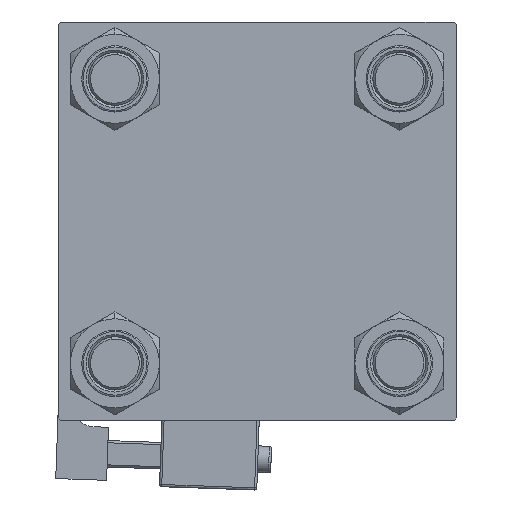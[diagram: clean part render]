
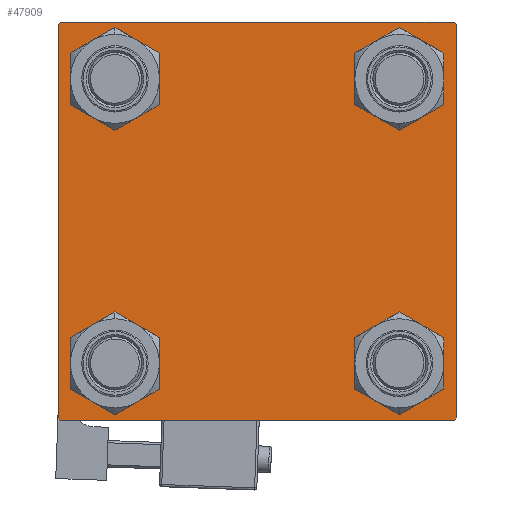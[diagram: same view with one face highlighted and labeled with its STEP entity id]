
A CAD part, left-side view. The second image highlights one B-rep face of the part: STEP entity #47909.
In plain terms, the highlighted planar face has unit normal (-1, 0, 0).
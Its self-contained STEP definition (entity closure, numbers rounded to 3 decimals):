
#1012 = AXIS2_PLACEMENT_3D ( 'NONE', #45197, #28424, #24626 ) ;
#2481 = CARTESIAN_POINT ( 'NONE',  ( 0., -44.5, 45. ) ) ;
#3437 = CARTESIAN_POINT ( 'NONE',  ( 0., 32.15, -25.65 ) ) ;
#3756 = CARTESIAN_POINT ( 'NONE',  ( 0., -32.15, 25.65 ) ) ;
#4303 = CARTESIAN_POINT ( 'NONE',  ( 0., 32.15, -32.15 ) ) ;
#4445 = VECTOR ( 'NONE', #49695, 1000. ) ;
#4606 = CIRCLE ( 'NONE', #34894, 6.5 ) ;
#5715 = ORIENTED_EDGE ( 'NONE', *, *, #21732, .T. ) ;
#5872 = CARTESIAN_POINT ( 'NONE',  ( 0., -44.75, 44.75 ) ) ;
#6041 = CARTESIAN_POINT ( 'NONE',  ( 0., 45., 45. ) ) ;
#6222 = CIRCLE ( 'NONE', #20034, 6.5 ) ;
#6398 = ORIENTED_EDGE ( 'NONE', *, *, #11885, .T. ) ;
#6675 = DIRECTION ( 'NONE',  ( 0., 0.707, 0.707 ) ) ;
#7097 = DIRECTION ( 'NONE',  ( 1., 0., 0. ) ) ;
#7532 = CARTESIAN_POINT ( 'NONE',  ( 0., -44.75, -44.75 ) ) ;
#7878 = ORIENTED_EDGE ( 'NONE', *, *, #38930, .T. ) ;
#8474 = AXIS2_PLACEMENT_3D ( 'NONE', #42783, #34110, #30317 ) ;
#9175 = EDGE_CURVE ( 'NONE', #16594, #20688, #21585, .T. ) ;
#9542 = DIRECTION ( 'NONE',  ( 0., 0., -1. ) ) ;
#9647 = CARTESIAN_POINT ( 'NONE',  ( 0., 32.15, -32.15 ) ) ;
#11144 = CARTESIAN_POINT ( 'NONE',  ( 0., 32.15, 32.15 ) ) ;
#11182 = LINE ( 'NONE', #14979, #24116 ) ;
#11478 = EDGE_CURVE ( 'NONE', #27839, #40779, #11182, .T. ) ;
#11717 = DIRECTION ( 'NONE',  ( 0., 0.707, -0.707 ) ) ;
#11885 = EDGE_CURVE ( 'NONE', #17936, #17465, #47697, .T. ) ;
#11902 = CIRCLE ( 'NONE', #8474, 6.5 ) ;
#12483 = CARTESIAN_POINT ( 'NONE',  ( 0., 44.5, -45. ) ) ;
#12673 = VERTEX_POINT ( 'NONE', #49205 ) ;
#12692 = CARTESIAN_POINT ( 'NONE',  ( 0., 45., -45. ) ) ;
#13074 = ORIENTED_EDGE ( 'NONE', *, *, #40744, .T. ) ;
#13701 = DIRECTION ( 'NONE',  ( 0., 0., 1. ) ) ;
#13913 = ORIENTED_EDGE ( 'NONE', *, *, #14577, .T. ) ;
#14577 = EDGE_CURVE ( 'NONE', #37074, #15608, #11902, .T. ) ;
#14979 = CARTESIAN_POINT ( 'NONE',  ( 0., 44.75, 44.75 ) ) ;
#15572 = ORIENTED_EDGE ( 'NONE', *, *, #52423, .T. ) ;
#15608 = VERTEX_POINT ( 'NONE', #3756 ) ;
#15832 = CARTESIAN_POINT ( 'NONE',  ( 0., -32.15, 32.15 ) ) ;
#15963 = FACE_OUTER_BOUND ( 'NONE', #52476, .T. ) ;
#16340 = CIRCLE ( 'NONE', #35422, 6.5 ) ;
#16594 = VERTEX_POINT ( 'NONE', #25676 ) ;
#16608 = CARTESIAN_POINT ( 'NONE',  ( 0., -45., -44.5 ) ) ;
#16738 = DIRECTION ( 'NONE',  ( 1., 0., 0. ) ) ;
#17133 = ORIENTED_EDGE ( 'NONE', *, *, #26973, .T. ) ;
#17465 = VERTEX_POINT ( 'NONE', #12483 ) ;
#17534 = DIRECTION ( 'NONE',  ( 1., 0., 0. ) ) ;
#17881 = EDGE_CURVE ( 'NONE', #15608, #37074, #16340, .T. ) ;
#17936 = VERTEX_POINT ( 'NONE', #33409 ) ;
#18182 = DIRECTION ( 'NONE',  ( 0., -0.707, 0.707 ) ) ;
#18850 = LINE ( 'NONE', #5872, #28639 ) ;
#19017 = LINE ( 'NONE', #6041, #21573 ) ;
#19927 = CARTESIAN_POINT ( 'NONE',  ( 0., 32.15, 32.15 ) ) ;
#20001 = VERTEX_POINT ( 'NONE', #31202 ) ;
#20034 = AXIS2_PLACEMENT_3D ( 'NONE', #9647, #43693, #13701 ) ;
#20298 = FACE_BOUND ( 'NONE', #38994, .T. ) ;
#20549 = CARTESIAN_POINT ( 'NONE',  ( 0., -32.15, -32.15 ) ) ;
#20688 = VERTEX_POINT ( 'NONE', #3437 ) ;
#21573 = VECTOR ( 'NONE', #9542, 1000. ) ;
#21585 = CIRCLE ( 'NONE', #29358, 6.5 ) ;
#21592 = CARTESIAN_POINT ( 'NONE',  ( 0., -32.15, -32.15 ) ) ;
#21732 = EDGE_CURVE ( 'NONE', #20001, #22445, #18850, .T. ) ;
#22445 = VERTEX_POINT ( 'NONE', #2481 ) ;
#23207 = EDGE_CURVE ( 'NONE', #27839, #22445, #26062, .T. ) ;
#24116 = VECTOR ( 'NONE', #11717, 1000. ) ;
#24626 = DIRECTION ( 'NONE',  ( 0., 0., 1. ) ) ;
#24701 = EDGE_LOOP ( 'NONE', ( #36463, #31367 ) ) ;
#25176 = CARTESIAN_POINT ( 'NONE',  ( 0., -32.15, 38.65 ) ) ;
#25676 = CARTESIAN_POINT ( 'NONE',  ( 0., 32.15, -38.65 ) ) ;
#25959 = CIRCLE ( 'NONE', #51011, 6.5 ) ;
#26062 = LINE ( 'NONE', #30923, #48566 ) ;
#26387 = EDGE_CURVE ( 'NONE', #20001, #46391, #29654, .T. ) ;
#26705 = VERTEX_POINT ( 'NONE', #33615 ) ;
#26829 = CIRCLE ( 'NONE', #32825, 6.5 ) ;
#26973 = EDGE_CURVE ( 'NONE', #17465, #12673, #29488, .T. ) ;
#27526 = DIRECTION ( 'NONE',  ( 0., 0., 1. ) ) ;
#27839 = VERTEX_POINT ( 'NONE', #40636 ) ;
#28156 = ORIENTED_EDGE ( 'NONE', *, *, #9175, .T. ) ;
#28171 = FACE_BOUND ( 'NONE', #49638, .T. ) ;
#28385 = EDGE_CURVE ( 'NONE', #26705, #42700, #39140, .T. ) ;
#28424 = DIRECTION ( 'NONE',  ( -1., 0., 0. ) ) ;
#28425 = DIRECTION ( 'NONE',  ( 0., -1., 0. ) ) ;
#28472 = VECTOR ( 'NONE', #48493, 1000. ) ;
#28639 = VECTOR ( 'NONE', #6675, 1000. ) ;
#28683 = FACE_BOUND ( 'NONE', #24701, .T. ) ;
#29358 = AXIS2_PLACEMENT_3D ( 'NONE', #4303, #16738, #30826 ) ;
#29488 = LINE ( 'NONE', #12692, #35654 ) ;
#29654 = LINE ( 'NONE', #42376, #4445 ) ;
#30317 = DIRECTION ( 'NONE',  ( 0., 0., 1. ) ) ;
#30826 = DIRECTION ( 'NONE',  ( 0., 0., 1. ) ) ;
#30923 = CARTESIAN_POINT ( 'NONE',  ( 0., 45., 45. ) ) ;
#31177 = CARTESIAN_POINT ( 'NONE',  ( 0., 44.75, -44.75 ) ) ;
#31202 = CARTESIAN_POINT ( 'NONE',  ( 0., -45., 44.5 ) ) ;
#31367 = ORIENTED_EDGE ( 'NONE', *, *, #28385, .T. ) ;
#31485 = CARTESIAN_POINT ( 'NONE',  ( 0., 32.15, 38.65 ) ) ;
#31636 = LINE ( 'NONE', #7532, #44847 ) ;
#32492 = PLANE ( 'NONE',  #1012 ) ;
#32825 = AXIS2_PLACEMENT_3D ( 'NONE', #21592, #17534, #50032 ) ;
#33409 = CARTESIAN_POINT ( 'NONE',  ( 0., 45., -44.5 ) ) ;
#33539 = DIRECTION ( 'NONE',  ( 0., 0., 1. ) ) ;
#33615 = CARTESIAN_POINT ( 'NONE',  ( 0., 32.15, 25.65 ) ) ;
#33806 = ORIENTED_EDGE ( 'NONE', *, *, #11478, .T. ) ;
#34037 = CARTESIAN_POINT ( 'NONE',  ( 0., -32.15, -38.65 ) ) ;
#34110 = DIRECTION ( 'NONE',  ( 1., 0., 0. ) ) ;
#34894 = AXIS2_PLACEMENT_3D ( 'NONE', #20549, #37061, #33539 ) ;
#35422 = AXIS2_PLACEMENT_3D ( 'NONE', #15832, #39960, #36927 ) ;
#35654 = VECTOR ( 'NONE', #28425, 1000. ) ;
#35909 = DIRECTION ( 'NONE',  ( 1., 0., 0. ) ) ;
#36463 = ORIENTED_EDGE ( 'NONE', *, *, #40571, .T. ) ;
#36927 = DIRECTION ( 'NONE',  ( 0., 0., 1. ) ) ;
#37061 = DIRECTION ( 'NONE',  ( 1., 0., 0. ) ) ;
#37074 = VERTEX_POINT ( 'NONE', #25176 ) ;
#37586 = VERTEX_POINT ( 'NONE', #34037 ) ;
#37742 = ORIENTED_EDGE ( 'NONE', *, *, #40509, .T. ) ;
#37834 = CARTESIAN_POINT ( 'NONE',  ( 0., 45., 44.5 ) ) ;
#38930 = EDGE_CURVE ( 'NONE', #12673, #46391, #31636, .T. ) ;
#38994 = EDGE_LOOP ( 'NONE', ( #15572, #13074 ) ) ;
#39140 = CIRCLE ( 'NONE', #48642, 6.5 ) ;
#39945 = VERTEX_POINT ( 'NONE', #49548 ) ;
#39960 = DIRECTION ( 'NONE',  ( 1., 0., 0. ) ) ;
#40509 = EDGE_CURVE ( 'NONE', #40779, #17936, #19017, .T. ) ;
#40571 = EDGE_CURVE ( 'NONE', #42700, #26705, #25959, .T. ) ;
#40636 = CARTESIAN_POINT ( 'NONE',  ( 0., 44.5, 45. ) ) ;
#40744 = EDGE_CURVE ( 'NONE', #37586, #39945, #26829, .T. ) ;
#40779 = VERTEX_POINT ( 'NONE', #37834 ) ;
#41646 = DIRECTION ( 'NONE',  ( 0., 0., 1. ) ) ;
#42376 = CARTESIAN_POINT ( 'NONE',  ( 0., -45., 45. ) ) ;
#42700 = VERTEX_POINT ( 'NONE', #31485 ) ;
#42783 = CARTESIAN_POINT ( 'NONE',  ( 0., -32.15, 32.15 ) ) ;
#43693 = DIRECTION ( 'NONE',  ( 1., 0., 0. ) ) ;
#44264 = ORIENTED_EDGE ( 'NONE', *, *, #26387, .F. ) ;
#44847 = VECTOR ( 'NONE', #18182, 1000. ) ;
#45197 = CARTESIAN_POINT ( 'NONE',  ( 0., 0., 0. ) ) ;
#46391 = VERTEX_POINT ( 'NONE', #16608 ) ;
#47697 = LINE ( 'NONE', #31177, #28472 ) ;
#47909 = ADVANCED_FACE ( 'NONE', ( #53078, #20298, #28171, #28683, #15963 ), #32492, .T. ) ;
#48177 = ORIENTED_EDGE ( 'NONE', *, *, #48457, .T. ) ;
#48457 = EDGE_CURVE ( 'NONE', #20688, #16594, #6222, .T. ) ;
#48493 = DIRECTION ( 'NONE',  ( 0., -0.707, -0.707 ) ) ;
#48566 = VECTOR ( 'NONE', #50970, 1000. ) ;
#48642 = AXIS2_PLACEMENT_3D ( 'NONE', #19927, #35909, #27526 ) ;
#49205 = CARTESIAN_POINT ( 'NONE',  ( 0., -44.5, -45. ) ) ;
#49548 = CARTESIAN_POINT ( 'NONE',  ( 0., -32.15, -25.65 ) ) ;
#49638 = EDGE_LOOP ( 'NONE', ( #48177, #28156 ) ) ;
#49695 = DIRECTION ( 'NONE',  ( 0., 0., -1. ) ) ;
#50032 = DIRECTION ( 'NONE',  ( 0., 0., 1. ) ) ;
#50704 = EDGE_LOOP ( 'NONE', ( #13913, #52454 ) ) ;
#50716 = ORIENTED_EDGE ( 'NONE', *, *, #23207, .F. ) ;
#50970 = DIRECTION ( 'NONE',  ( 0., -1., 0. ) ) ;
#51011 = AXIS2_PLACEMENT_3D ( 'NONE', #11144, #7097, #41646 ) ;
#52423 = EDGE_CURVE ( 'NONE', #39945, #37586, #4606, .T. ) ;
#52454 = ORIENTED_EDGE ( 'NONE', *, *, #17881, .T. ) ;
#52476 = EDGE_LOOP ( 'NONE', ( #37742, #6398, #17133, #7878, #44264, #5715, #50716, #33806 ) ) ;
#53078 = FACE_BOUND ( 'NONE', #50704, .T. ) ;
